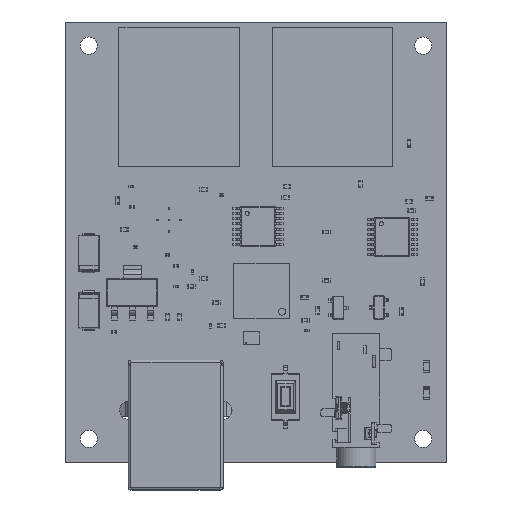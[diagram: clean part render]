
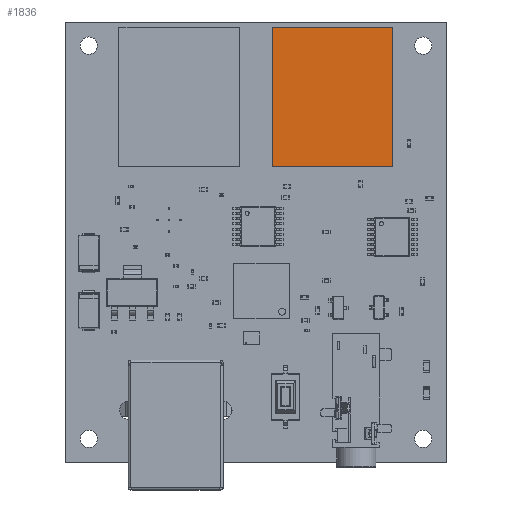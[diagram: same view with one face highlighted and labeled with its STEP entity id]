
A CAD part, top view. The second image highlights one B-rep face of the part: STEP entity #1836.
In plain terms, the highlighted face is planar.
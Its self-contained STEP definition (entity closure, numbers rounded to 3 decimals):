
#1247 = VERTEX_POINT('',#1248);
#1248 = CARTESIAN_POINT('',(-0.04,2.24,7.65));
#1254 = EDGE_CURVE('',#1247,#1255,#1257,.T.);
#1255 = VERTEX_POINT('',#1256);
#1256 = CARTESIAN_POINT('',(-0.04,2.24,-7.65));
#1257 = LINE('',#1258,#1259);
#1258 = CARTESIAN_POINT('',(-0.04,2.24,7.65));
#1259 = VECTOR('',#1260,1.);
#1260 = DIRECTION('',(0.,0.,-1.));
#1817 = EDGE_CURVE('',#1255,#1818,#1820,.T.);
#1818 = VERTEX_POINT('',#1819);
#1819 = CARTESIAN_POINT('',(-17.74,2.24,-7.65));
#1820 = LINE('',#1821,#1822);
#1821 = CARTESIAN_POINT('',(-0.04,2.24,-7.65));
#1822 = VECTOR('',#1823,1.);
#1823 = DIRECTION('',(-1.,0.,0.));
#1836 = ADVANCED_FACE('',(#1837),#1855,.T.);
#1837 = FACE_BOUND('',#1838,.F.);
#1838 = EDGE_LOOP('',(#1839,#1840,#1848,#1854));
#1839 = ORIENTED_EDGE('',*,*,#1254,.F.);
#1840 = ORIENTED_EDGE('',*,*,#1841,.T.);
#1841 = EDGE_CURVE('',#1247,#1842,#1844,.T.);
#1842 = VERTEX_POINT('',#1843);
#1843 = CARTESIAN_POINT('',(-17.74,2.24,7.65));
#1844 = LINE('',#1845,#1846);
#1845 = CARTESIAN_POINT('',(-0.04,2.24,7.65));
#1846 = VECTOR('',#1847,1.);
#1847 = DIRECTION('',(-1.,0.,0.));
#1848 = ORIENTED_EDGE('',*,*,#1849,.T.);
#1849 = EDGE_CURVE('',#1842,#1818,#1850,.T.);
#1850 = LINE('',#1851,#1852);
#1851 = CARTESIAN_POINT('',(-17.74,2.24,7.65));
#1852 = VECTOR('',#1853,1.);
#1853 = DIRECTION('',(0.,0.,-1.));
#1854 = ORIENTED_EDGE('',*,*,#1817,.F.);
#1855 = PLANE('',#1856);
#1856 = AXIS2_PLACEMENT_3D('',#1857,#1858,#1859);
#1857 = CARTESIAN_POINT('',(-0.04,2.24,7.65));
#1858 = DIRECTION('',(0.,1.,0.));
#1859 = DIRECTION('',(0.,0.,-1.));
